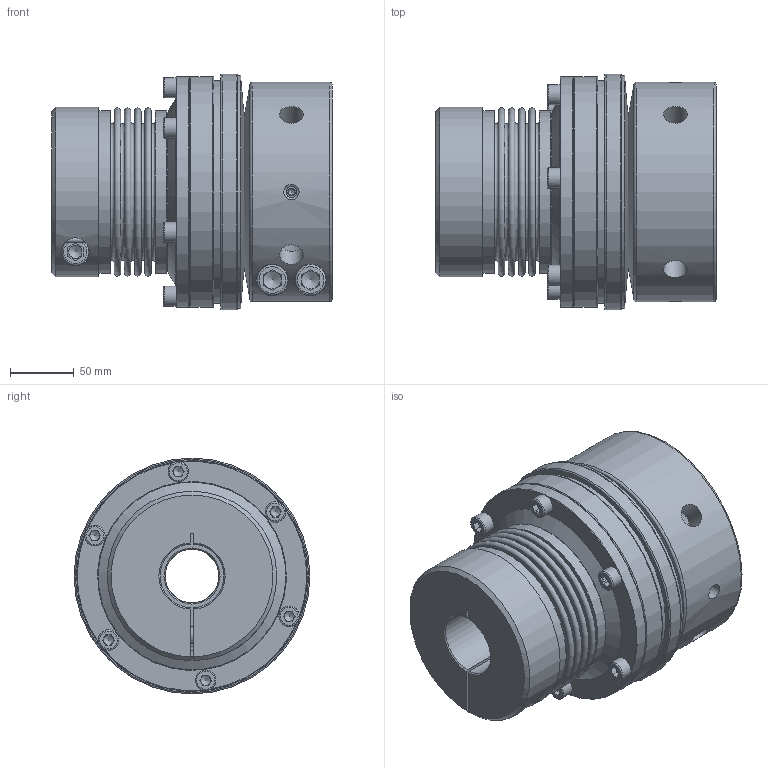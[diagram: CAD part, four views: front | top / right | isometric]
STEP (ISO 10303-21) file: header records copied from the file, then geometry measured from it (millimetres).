
FILE_DESCRIPTION( ( 'Unknown' ), '1' );
FILE_NAME( 'SKB-KP 1000.stp', 'Unknown', ( 'Unknown' ), ( 'Unknown' ), 'PSStep 10.1', 'Unknown', ' ' );
FILE_SCHEMA( ( 'AUTOMOTIVE_DESIGN { 1 0 10303 214 1 1 1 1 }' ) );
Length unit declared in the file: millimetre
Products named in the file (1): 20720976
Bounding box: 220 x 185 x 185 mm (x, y, z)
Volume: 3026889.2 mm3; surface area: 441775.1 mm2
Topology: 1 solids, 17 shells, 528 faces, 1501 edges, 979 vertices
Faces by surface type: plane 230, torus 107, cylinder 104, cone 53, sphere 31, bspline 3
Full cylindrical faces by diameter (mm): 4 x2, 8.5 x9, 10 x6, 10.5 x6, 12 x5, 14 x3, 15 x1, 16 x8, 16.5 x2, 18.5 x4, 21 x1, 22 x1, 24 x2, 25 x2, 42 x1, 100 x1, 107.7 x1, 109 x1, 109.8 x1, 110 x3, 115.167 x1, 117 x1, 120 x2, 125.6 x2, 127.6 x2, 130 x2, 140 x3, 175 x1, 181 x2, 185 x1
Entity records: 24159 total; most frequent: CARTESIAN_POINT 8033, DIRECTION 2380, ORIENTED_EDGE 2296, EDGE_CURVE 1148, AXIS2_PLACEMENT_3D 997, VERTEX_POINT 834, EDGE_LOOP 784, FACE_OUTER_BOUND 620
